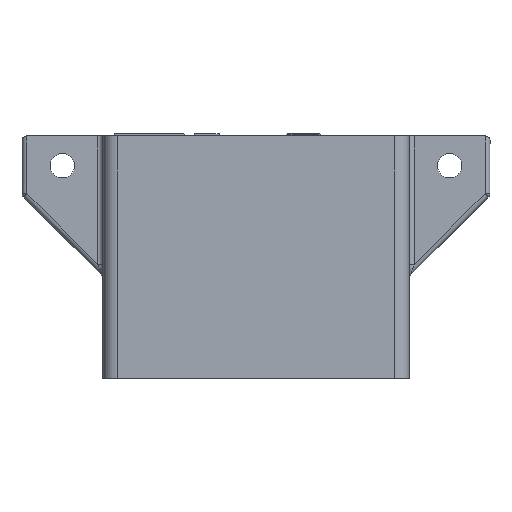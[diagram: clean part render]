
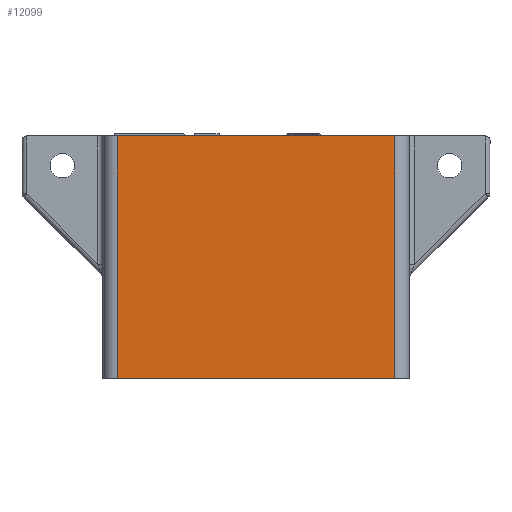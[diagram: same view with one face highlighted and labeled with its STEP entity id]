
A CAD part, front view. The second image highlights one B-rep face of the part: STEP entity #12099.
In plain terms, the highlighted planar face has unit normal (0, -1, 0).
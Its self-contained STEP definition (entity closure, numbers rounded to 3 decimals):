
#400=PLANE('',#12508);
#1970=FACE_OUTER_BOUND('',#2672,.T.);
#2672=EDGE_LOOP('',(#11416,#11417,#11418,#11419));
#3727=LINE('',#23012,#4837);
#3734=LINE('',#23030,#4844);
#3737=LINE('',#23042,#4847);
#3748=LINE('',#23070,#4858);
#4837=VECTOR('',#14182,10.);
#4844=VECTOR('',#14197,10.);
#4847=VECTOR('',#14208,10.);
#4858=VECTOR('',#14231,10.);
#6053=VERTEX_POINT('',#23009);
#6054=VERTEX_POINT('',#23011);
#6061=VERTEX_POINT('',#23029);
#6066=VERTEX_POINT('',#23041);
#7782=EDGE_CURVE('',#6053,#6054,#3727,.T.);
#7791=EDGE_CURVE('',#6054,#6061,#3734,.T.);
#7797=EDGE_CURVE('',#6061,#6066,#3737,.T.);
#7812=EDGE_CURVE('',#6066,#6053,#3748,.T.);
#11416=ORIENTED_EDGE('',*,*,#7782,.F.);
#11417=ORIENTED_EDGE('',*,*,#7812,.F.);
#11418=ORIENTED_EDGE('',*,*,#7797,.F.);
#11419=ORIENTED_EDGE('',*,*,#7791,.F.);
#12099=ADVANCED_FACE('',(#1970),#400,.T.);
#12508=AXIS2_PLACEMENT_3D('',#23262,#14405,#14406);
#14182=DIRECTION('',(0.,0.,-1.));
#14197=DIRECTION('',(-1.,0.,0.));
#14208=DIRECTION('',(0.,0.,1.));
#14231=DIRECTION('',(1.,0.,0.));
#14405=DIRECTION('center_axis',(0.,-1.,0.));
#14406=DIRECTION('ref_axis',(-1.,0.,0.));
#23009=CARTESIAN_POINT('',(57.56,-11.06,47.4));
#23011=CARTESIAN_POINT('',(57.56,-11.06,-2.2));
#23012=CARTESIAN_POINT('',(57.56,-11.06,0.));
#23029=CARTESIAN_POINT('',(0.84,-11.06,-2.2));
#23030=CARTESIAN_POINT('',(60.56,-11.06,-2.2));
#23041=CARTESIAN_POINT('',(0.84,-11.06,47.4));
#23042=CARTESIAN_POINT('',(0.84,-11.06,0.));
#23070=CARTESIAN_POINT('',(60.56,-11.06,47.4));
#23262=CARTESIAN_POINT('Origin',(60.56,-11.06,0.));
